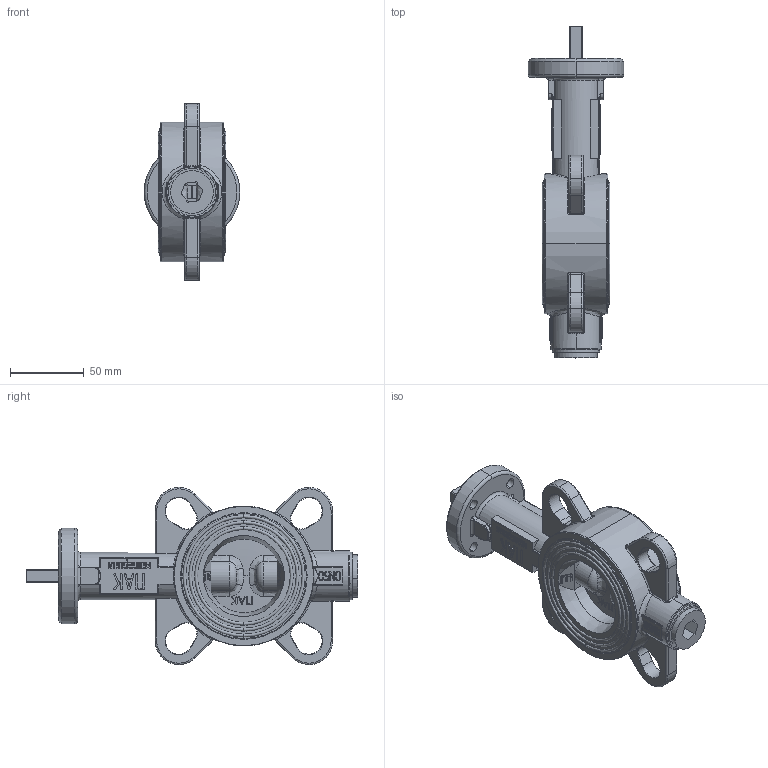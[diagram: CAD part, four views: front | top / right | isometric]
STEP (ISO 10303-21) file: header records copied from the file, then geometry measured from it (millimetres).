
FILE_DESCRIPTION (( 'STEP AP214' ), '1' );
FILE_NAME ('! 檗10.050.16.010 捘.STEP', '2022-05-30T07:03:16', ( '' ), ( '' ), 'SwSTEP 2.0', 'SolidWorks 2017', '' );
FILE_SCHEMA (( 'AUTOMOTIVE_DESIGN' ));
Length unit declared in the file: millimetre
Products named in the file (1): ! 檗10.050.16.010 捘
Bounding box: 65 x 225.5 x 120.39 mm (x, y, z)
Surface area: 76656.6 mm2 (no closed solid volume)
Topology: 0 solids, 11 shells, 1064 faces, 4211 edges, 2981 vertices
Faces by surface type: plane 491, bspline 295, cylinder 155, torus 109, cone 14
Entity records: 71849 total; most frequent: CARTESIAN_POINT 29654, ORIENTED_EDGE 6530, DIRECTION 4723, EDGE_CURVE 4197, VERTEX_POINT 2981, VECTOR 2101, LINE 2101, B_SPLINE_CURVE_WITH_KNOTS 1527
